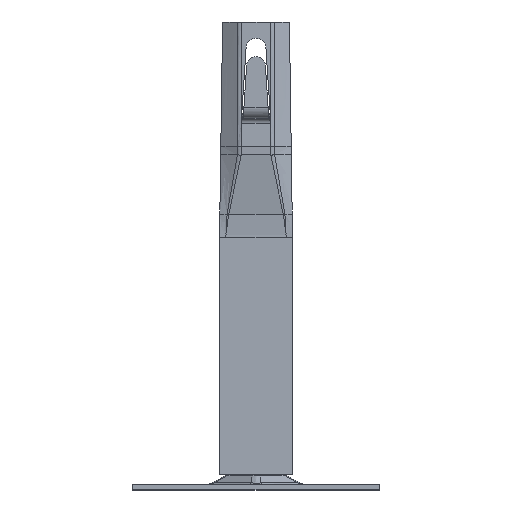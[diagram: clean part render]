
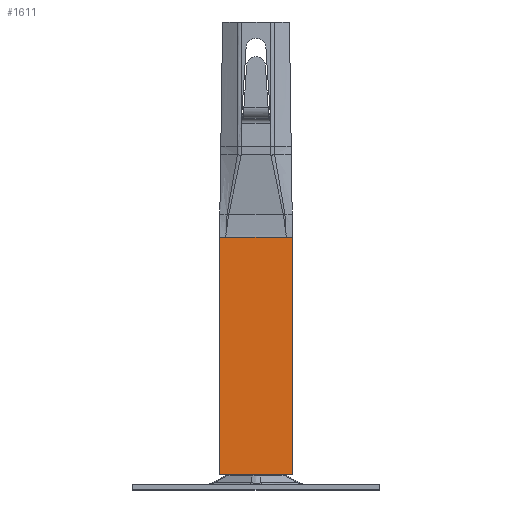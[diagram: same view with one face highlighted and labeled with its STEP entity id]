
A CAD part, top view. The second image highlights one B-rep face of the part: STEP entity #1611.
In plain terms, the highlighted face is planar.
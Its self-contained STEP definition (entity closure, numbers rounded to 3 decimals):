
#36 = CARTESIAN_POINT ( 'NONE',  ( 95.98, 2., 14.75 ) ) ;
#199 = CARTESIAN_POINT ( 'NONE',  ( 0., 2., -14.75 ) ) ;
#310 = CARTESIAN_POINT ( 'NONE',  ( 0., 2., 14.75 ) ) ;
#527 = CARTESIAN_POINT ( 'NONE',  ( 95.98, 2., 12.25 ) ) ;
#561 = CARTESIAN_POINT ( 'NONE',  ( 95.98, 2., 14.75 ) ) ;
#766 = EDGE_LOOP ( 'NONE', ( #3113, #6818, #7714, #5884, #898, #3665 ) ) ;
#898 = ORIENTED_EDGE ( 'NONE', *, *, #5825, .T. ) ;
#929 = DIRECTION ( 'NONE',  ( 0., 0., -1. ) ) ;
#936 = DIRECTION ( 'NONE',  ( 0., 0., 1. ) ) ;
#1072 = EDGE_CURVE ( 'NONE', #4530, #7272, #4550, .T. ) ;
#1165 = PLANE ( 'NONE',  #1374 ) ;
#1362 = VERTEX_POINT ( 'NONE', #6638 ) ;
#1374 = AXIS2_PLACEMENT_3D ( 'NONE', #6631, #1808, #5505 ) ;
#1420 = CARTESIAN_POINT ( 'NONE',  ( 0., 2., 14.75 ) ) ;
#1572 = VECTOR ( 'NONE', #2771, 1000. ) ;
#1611 = ADVANCED_FACE ( 'NONE', ( #1845 ), #1165, .F. ) ;
#1808 = DIRECTION ( 'NONE',  ( 0., -1., 0. ) ) ;
#1845 = FACE_OUTER_BOUND ( 'NONE', #766, .T. ) ;
#2056 = CARTESIAN_POINT ( 'NONE',  ( 95.98, 2., -12.25 ) ) ;
#2098 = CARTESIAN_POINT ( 'NONE',  ( 0., 2., 14.75 ) ) ;
#2170 = DIRECTION ( 'NONE',  ( 0., 0., 1. ) ) ;
#2191 = EDGE_CURVE ( 'NONE', #2796, #4530, #3243, .T. ) ;
#2624 = DIRECTION ( 'NONE',  ( -1., 0., 0. ) ) ;
#2771 = DIRECTION ( 'NONE',  ( 1., 0., 0. ) ) ;
#2796 = VERTEX_POINT ( 'NONE', #1420 ) ;
#3113 = ORIENTED_EDGE ( 'NONE', *, *, #1072, .T. ) ;
#3209 = LINE ( 'NONE', #199, #4817 ) ;
#3243 = LINE ( 'NONE', #310, #1572 ) ;
#3630 = EDGE_CURVE ( 'NONE', #4030, #7272, #6317, .T. ) ;
#3665 = ORIENTED_EDGE ( 'NONE', *, *, #2191, .T. ) ;
#3804 = EDGE_CURVE ( 'NONE', #4030, #4785, #5478, .T. ) ;
#3953 = CARTESIAN_POINT ( 'NONE',  ( 95.98, 2., 14.75 ) ) ;
#4029 = CARTESIAN_POINT ( 'NONE',  ( 95.98, 2., -12.25 ) ) ;
#4030 = VERTEX_POINT ( 'NONE', #4029 ) ;
#4344 = VECTOR ( 'NONE', #7320, 1000. ) ;
#4515 = LINE ( 'NONE', #2098, #4579 ) ;
#4530 = VERTEX_POINT ( 'NONE', #561 ) ;
#4550 = LINE ( 'NONE', #3953, #6968 ) ;
#4579 = VECTOR ( 'NONE', #936, 1000. ) ;
#4692 = EDGE_CURVE ( 'NONE', #4785, #1362, #3209, .T. ) ;
#4785 = VERTEX_POINT ( 'NONE', #4850 ) ;
#4817 = VECTOR ( 'NONE', #2624, 1000. ) ;
#4850 = CARTESIAN_POINT ( 'NONE',  ( 95.98, 2., -14.75 ) ) ;
#5478 = LINE ( 'NONE', #36, #4344 ) ;
#5505 = DIRECTION ( 'NONE',  ( 0., 0., -1. ) ) ;
#5825 = EDGE_CURVE ( 'NONE', #1362, #2796, #4515, .T. ) ;
#5884 = ORIENTED_EDGE ( 'NONE', *, *, #4692, .T. ) ;
#6317 = LINE ( 'NONE', #2056, #7359 ) ;
#6631 = CARTESIAN_POINT ( 'NONE',  ( 0., 2., 0. ) ) ;
#6638 = CARTESIAN_POINT ( 'NONE',  ( 0., 2., -14.75 ) ) ;
#6818 = ORIENTED_EDGE ( 'NONE', *, *, #3630, .F. ) ;
#6968 = VECTOR ( 'NONE', #929, 1000. ) ;
#7272 = VERTEX_POINT ( 'NONE', #527 ) ;
#7320 = DIRECTION ( 'NONE',  ( 0., 0., -1. ) ) ;
#7359 = VECTOR ( 'NONE', #2170, 1000. ) ;
#7714 = ORIENTED_EDGE ( 'NONE', *, *, #3804, .T. ) ;
